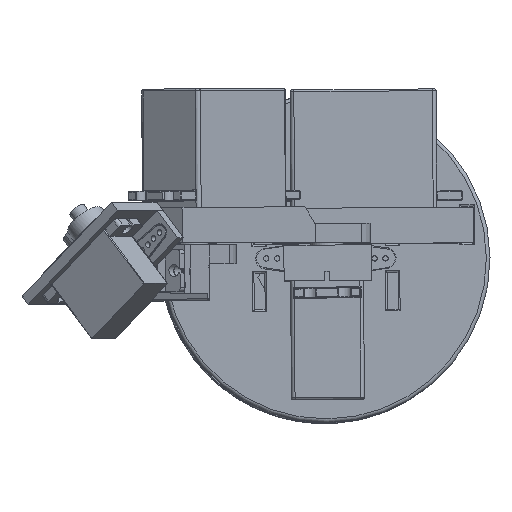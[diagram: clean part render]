
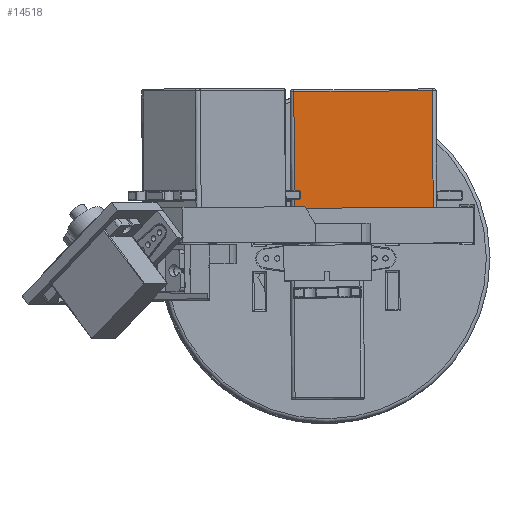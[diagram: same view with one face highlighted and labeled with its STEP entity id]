
A CAD part, top view. The second image highlights one B-rep face of the part: STEP entity #14518.
In plain terms, the highlighted planar face has unit normal (0, 0, 1).
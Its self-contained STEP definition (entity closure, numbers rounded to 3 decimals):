
#2185=FACE_OUTER_BOUND('',#3121,.T.);
#3121=EDGE_LOOP('',(#11385,#11386,#11387,#11388));
#4289=LINE('',#24213,#5499);
#4293=LINE('',#24234,#5503);
#4294=LINE('',#24236,#5504);
#4295=LINE('',#24237,#5505);
#5499=VECTOR('',#18769,10.);
#5503=VECTOR('',#18783,10.);
#5504=VECTOR('',#18784,10.);
#5505=VECTOR('',#18785,10.);
#6730=VERTEX_POINT('',#24205);
#6732=VERTEX_POINT('',#24211);
#6735=VERTEX_POINT('',#24233);
#6736=VERTEX_POINT('',#24235);
#8386=EDGE_CURVE('',#6732,#6730,#4289,.T.);
#8393=EDGE_CURVE('',#6735,#6732,#4293,.T.);
#8394=EDGE_CURVE('',#6736,#6735,#4294,.T.);
#8395=EDGE_CURVE('',#6730,#6736,#4295,.T.);
#11385=ORIENTED_EDGE('',*,*,#8386,.F.);
#11386=ORIENTED_EDGE('',*,*,#8393,.F.);
#11387=ORIENTED_EDGE('',*,*,#8394,.F.);
#11388=ORIENTED_EDGE('',*,*,#8395,.F.);
#13945=PLANE('',#15836);
#14518=ADVANCED_FACE('',(#2185),#13945,.T.);
#15836=AXIS2_PLACEMENT_3D('',#24232,#18781,#18782);
#18769=DIRECTION('',(1.,0.006,0.));
#18781=DIRECTION('center_axis',(0.,0.,
1.));
#18782=DIRECTION('ref_axis',(-1.,-0.006,0.));
#18783=DIRECTION('',(-0.006,1.,0.));
#18784=DIRECTION('',(-1.,-0.006,0.));
#18785=DIRECTION('',(0.006,-1.,0.));
#24205=CARTESIAN_POINT('',(39.214,55.933,71.75));
#24211=CARTESIAN_POINT('',(1.214,55.696,71.75));
#24213=CARTESIAN_POINT('',(30.214,55.877,71.75));
#24232=CARTESIAN_POINT('Origin',(40.21,56.44,71.75));
#24233=CARTESIAN_POINT('',(1.438,19.947,71.75));
#24234=CARTESIAN_POINT('',(1.211,56.196,71.75));
#24235=CARTESIAN_POINT('',(39.437,20.184,71.75));
#24236=CARTESIAN_POINT('',(30.437,20.128,71.75));
#24237=CARTESIAN_POINT('',(39.21,56.433,71.75));
